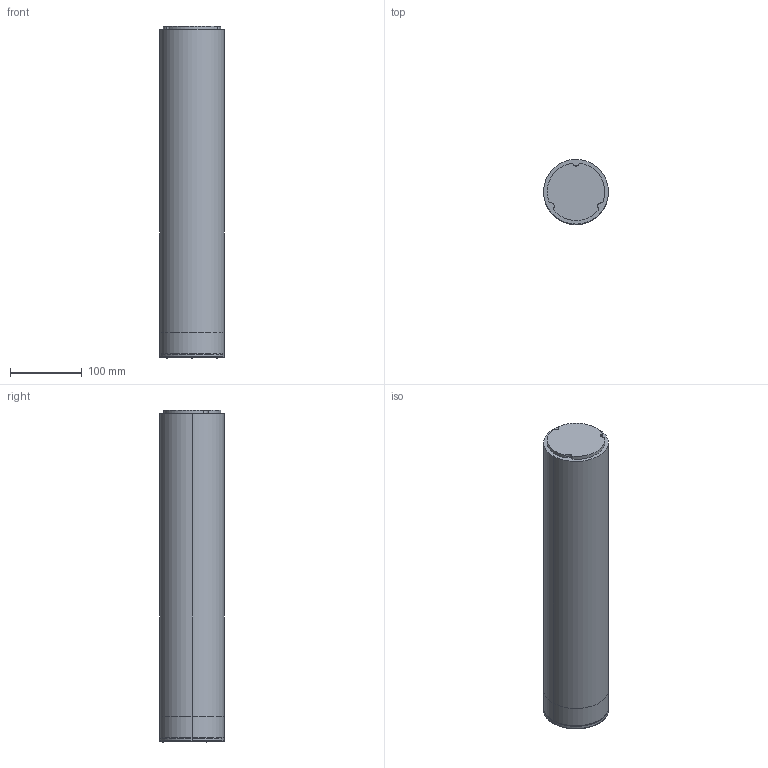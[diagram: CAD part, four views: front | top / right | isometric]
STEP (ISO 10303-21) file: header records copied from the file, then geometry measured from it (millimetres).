
FILE_DESCRIPTION(/* description */ (''),/* implementation_level */ '2;1');
FILE_NAME(/* name */ 'ILIO PLFONE 45',/* time_stamp */ '2024-07-02T16:59:04+02:00',/* author */ (''),/* organization */ (''),/* preprocessor_version */ 'ST-DEVELOPER v16.5',/* originating_system */ 'Rhino 7.37',/* authorisation */ '');
FILE_SCHEMA (('AUTOMOTIVE_DESIGN'));
Length unit declared in the file: millimetre
Products named in the file (1): Document
Bounding box: 90 x 89.99 x 461.18 mm (x, y, z)
Volume: 26683.6 mm3; surface area: 173803.1 mm2
Topology: 5 solids, 8 shells, 276 faces, 658 edges, 392 vertices
Faces by surface type: bspline 135, cylinder 75, plane 66
Entity records: 16136 total; most frequent: CARTESIAN_POINT 12129, ORIENTED_EDGE 1290, EDGE_CURVE 655, VERTEX_POINT 391, EDGE_LOOP 297, ADVANCED_FACE 276, FACE_OUTER_BOUND 276, B_SPLINE_CURVE_WITH_KNOTS 256
